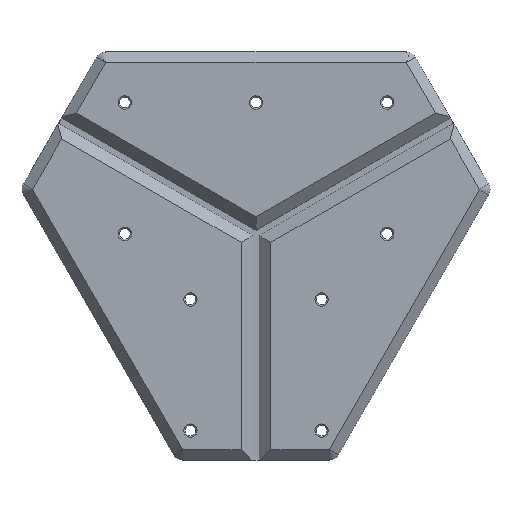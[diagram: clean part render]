
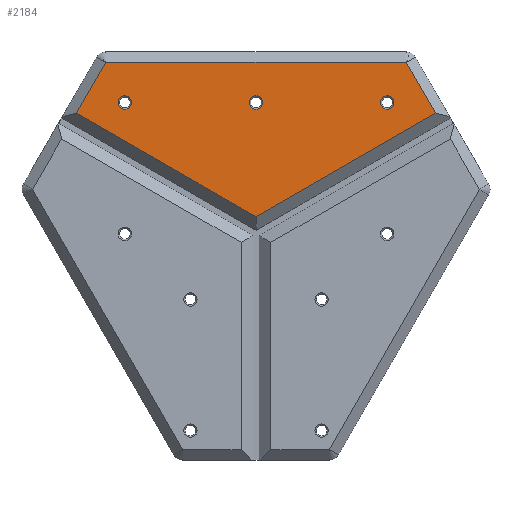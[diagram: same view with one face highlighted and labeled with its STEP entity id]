
A CAD part, front view. The second image highlights one B-rep face of the part: STEP entity #2184.
In plain terms, the highlighted planar face has unit normal (0, -1, 0).
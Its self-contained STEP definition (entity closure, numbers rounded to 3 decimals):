
#33 = CARTESIAN_POINT ( 'NONE',  ( 25., 0., 23.725 ) ) ;
#46 = CARTESIAN_POINT ( 'NONE',  ( -25., 0., 23.725 ) ) ;
#78 = EDGE_CURVE ( 'NONE', #1142, #1519, #745, .T. ) ;
#90 = ORIENTED_EDGE ( 'NONE', *, *, #2496, .T. ) ;
#149 = FACE_BOUND ( 'NONE', #1395, .T. ) ;
#182 = ORIENTED_EDGE ( 'NONE', *, *, #209, .F. ) ;
#187 = VECTOR ( 'NONE', #1008, 1000. ) ;
#209 = EDGE_CURVE ( 'NONE', #2652, #753, #3004, .T. ) ;
#225 = CARTESIAN_POINT ( 'NONE',  ( 0., 0., 25. ) ) ;
#230 = CARTESIAN_POINT ( 'NONE',  ( 0., 0., 23.725 ) ) ;
#234 = CARTESIAN_POINT ( 'NONE',  ( 25., 0., 25. ) ) ;
#249 = DIRECTION ( 'NONE',  ( -0.5, 0., 0.866 ) ) ;
#336 = DIRECTION ( 'NONE',  ( 0., 1., 0. ) ) ;
#341 = ORIENTED_EDGE ( 'NONE', *, *, #551, .T. ) ;
#352 = AXIS2_PLACEMENT_3D ( 'NONE', #1858, #336, #625 ) ;
#413 = EDGE_CURVE ( 'NONE', #1057, #3175, #1467, .T. ) ;
#432 = VECTOR ( 'NONE', #2344, 1000. ) ;
#451 = EDGE_CURVE ( 'NONE', #1962, #753, #1601, .T. ) ;
#455 = AXIS2_PLACEMENT_3D ( 'NONE', #225, #1211, #1309 ) ;
#488 = DIRECTION ( 'NONE',  ( 0., 1., 0. ) ) ;
#499 = ORIENTED_EDGE ( 'NONE', *, *, #413, .T. ) ;
#518 = EDGE_CURVE ( 'NONE', #863, #3159, #2447, .T. ) ;
#529 = CARTESIAN_POINT ( 'NONE',  ( 25., 0., 26.275 ) ) ;
#536 = CARTESIAN_POINT ( 'NONE',  ( -13.962, 0., 32.641 ) ) ;
#551 = EDGE_CURVE ( 'NONE', #3175, #1057, #591, .T. ) ;
#560 = ORIENTED_EDGE ( 'NONE', *, *, #2948, .T. ) ;
#591 = CIRCLE ( 'NONE', #800, 1.275 ) ;
#625 = DIRECTION ( 'NONE',  ( 0., 0., 1. ) ) ;
#667 = DIRECTION ( 'NONE',  ( 0., 0., 1. ) ) ;
#745 = CIRCLE ( 'NONE', #1557, 1.275 ) ;
#753 = VERTEX_POINT ( 'NONE', #2429 ) ;
#800 = AXIS2_PLACEMENT_3D ( 'NONE', #3200, #488, #3150 ) ;
#806 = CARTESIAN_POINT ( 'NONE',  ( -25., 0., 25. ) ) ;
#863 = VERTEX_POINT ( 'NONE', #1616 ) ;
#874 = ORIENTED_EDGE ( 'NONE', *, *, #2083, .T. ) ;
#882 = VERTEX_POINT ( 'NONE', #2043 ) ;
#890 = DIRECTION ( 'NONE',  ( 0., 0., 1. ) ) ;
#1008 = DIRECTION ( 'NONE',  ( -1., 0., 0. ) ) ;
#1026 = LINE ( 'NONE', #536, #187 ) ;
#1057 = VERTEX_POINT ( 'NONE', #529 ) ;
#1089 = EDGE_CURVE ( 'NONE', #1519, #1142, #1772, .T. ) ;
#1091 = DIRECTION ( 'NONE',  ( 0.866, 0., 0.5 ) ) ;
#1092 = ORIENTED_EDGE ( 'NONE', *, *, #1089, .T. ) ;
#1128 = CARTESIAN_POINT ( 'NONE',  ( 0., 0., 25. ) ) ;
#1142 = VERTEX_POINT ( 'NONE', #46 ) ;
#1148 = DIRECTION ( 'NONE',  ( 0., 1., 0. ) ) ;
#1151 = ORIENTED_EDGE ( 'NONE', *, *, #451, .T. ) ;
#1156 = VECTOR ( 'NONE', #249, 1000. ) ;
#1201 = ORIENTED_EDGE ( 'NONE', *, *, #78, .T. ) ;
#1211 = DIRECTION ( 'NONE',  ( 0., 1., 0. ) ) ;
#1234 = AXIS2_PLACEMENT_3D ( 'NONE', #1128, #1808, #2814 ) ;
#1261 = DIRECTION ( 'NONE',  ( 0., 1., 0. ) ) ;
#1309 = DIRECTION ( 'NONE',  ( 0., 0., 1. ) ) ;
#1324 = FACE_BOUND ( 'NONE', #3183, .T. ) ;
#1357 = PLANE ( 'NONE',  #352 ) ;
#1395 = EDGE_LOOP ( 'NONE', ( #341, #499 ) ) ;
#1396 = DIRECTION ( 'NONE',  ( 0., 1., 0. ) ) ;
#1410 = CARTESIAN_POINT ( 'NONE',  ( -25., 0., 25. ) ) ;
#1467 = CIRCLE ( 'NONE', #2183, 1.275 ) ;
#1519 = VERTEX_POINT ( 'NONE', #1552 ) ;
#1552 = CARTESIAN_POINT ( 'NONE',  ( -25., 0., 26.275 ) ) ;
#1557 = AXIS2_PLACEMENT_3D ( 'NONE', #1410, #1148, #667 ) ;
#1601 = LINE ( 'NONE', #2361, #432 ) ;
#1615 = FACE_BOUND ( 'NONE', #2532, .T. ) ;
#1616 = CARTESIAN_POINT ( 'NONE',  ( 34.171, 0., 23.015 ) ) ;
#1722 = AXIS2_PLACEMENT_3D ( 'NONE', #806, #1261, #2243 ) ;
#1745 = VERTEX_POINT ( 'NONE', #230 ) ;
#1772 = CIRCLE ( 'NONE', #1722, 1.275 ) ;
#1784 = CIRCLE ( 'NONE', #455, 1.275 ) ;
#1808 = DIRECTION ( 'NONE',  ( 0., 1., 0. ) ) ;
#1853 = CARTESIAN_POINT ( 'NONE',  ( -1.423, 0., 2.465 ) ) ;
#1858 = CARTESIAN_POINT ( 'NONE',  ( -13.962, 0., -41.1 ) ) ;
#1962 = VERTEX_POINT ( 'NONE', #2870 ) ;
#1972 = CARTESIAN_POINT ( 'NONE',  ( 8.839, 0., -1.817 ) ) ;
#2043 = CARTESIAN_POINT ( 'NONE',  ( 0., 0., 26.275 ) ) ;
#2054 = ORIENTED_EDGE ( 'NONE', *, *, #3086, .T. ) ;
#2059 = FACE_OUTER_BOUND ( 'NONE', #2687, .T. ) ;
#2083 = EDGE_CURVE ( 'NONE', #1745, #882, #1784, .T. ) ;
#2123 = VECTOR ( 'NONE', #2710, 1000. ) ;
#2149 = CARTESIAN_POINT ( 'NONE',  ( 0., 0., 3.287 ) ) ;
#2183 = AXIS2_PLACEMENT_3D ( 'NONE', #234, #1396, #890 ) ;
#2184 = ADVANCED_FACE ( 'NONE', ( #1324, #1615, #149, #2059 ), #1357, .F. ) ;
#2243 = DIRECTION ( 'NONE',  ( 0., 0., 1. ) ) ;
#2344 = DIRECTION ( 'NONE',  ( -0.5, 0., -0.866 ) ) ;
#2361 = CARTESIAN_POINT ( 'NONE',  ( -56.881, 0., -16.321 ) ) ;
#2429 = CARTESIAN_POINT ( 'NONE',  ( -34.171, 0., 23.015 ) ) ;
#2447 = LINE ( 'NONE', #2903, #1156 ) ;
#2496 = EDGE_CURVE ( 'NONE', #882, #1745, #2881, .T. ) ;
#2532 = EDGE_LOOP ( 'NONE', ( #874, #90 ) ) ;
#2629 = VECTOR ( 'NONE', #1091, 1000. ) ;
#2652 = VERTEX_POINT ( 'NONE', #2149 ) ;
#2687 = EDGE_LOOP ( 'NONE', ( #560, #2824, #2054, #1151, #182 ) ) ;
#2710 = DIRECTION ( 'NONE',  ( -0.866, 0., 0.5 ) ) ;
#2814 = DIRECTION ( 'NONE',  ( 0., 0., 1. ) ) ;
#2824 = ORIENTED_EDGE ( 'NONE', *, *, #518, .T. ) ;
#2870 = CARTESIAN_POINT ( 'NONE',  ( -28.613, 0., 32.641 ) ) ;
#2881 = CIRCLE ( 'NONE', #1234, 1.275 ) ;
#2903 = CARTESIAN_POINT ( 'NONE',  ( 49.9, 0., -4.229 ) ) ;
#2948 = EDGE_CURVE ( 'NONE', #2652, #863, #3083, .T. ) ;
#2955 = CARTESIAN_POINT ( 'NONE',  ( 28.613, 0., 32.641 ) ) ;
#3004 = LINE ( 'NONE', #1972, #2123 ) ;
#3083 = LINE ( 'NONE', #1853, #2629 ) ;
#3086 = EDGE_CURVE ( 'NONE', #3159, #1962, #1026, .T. ) ;
#3150 = DIRECTION ( 'NONE',  ( 0., 0., 1. ) ) ;
#3159 = VERTEX_POINT ( 'NONE', #2955 ) ;
#3175 = VERTEX_POINT ( 'NONE', #33 ) ;
#3183 = EDGE_LOOP ( 'NONE', ( #1201, #1092 ) ) ;
#3200 = CARTESIAN_POINT ( 'NONE',  ( 25., 0., 25. ) ) ;
